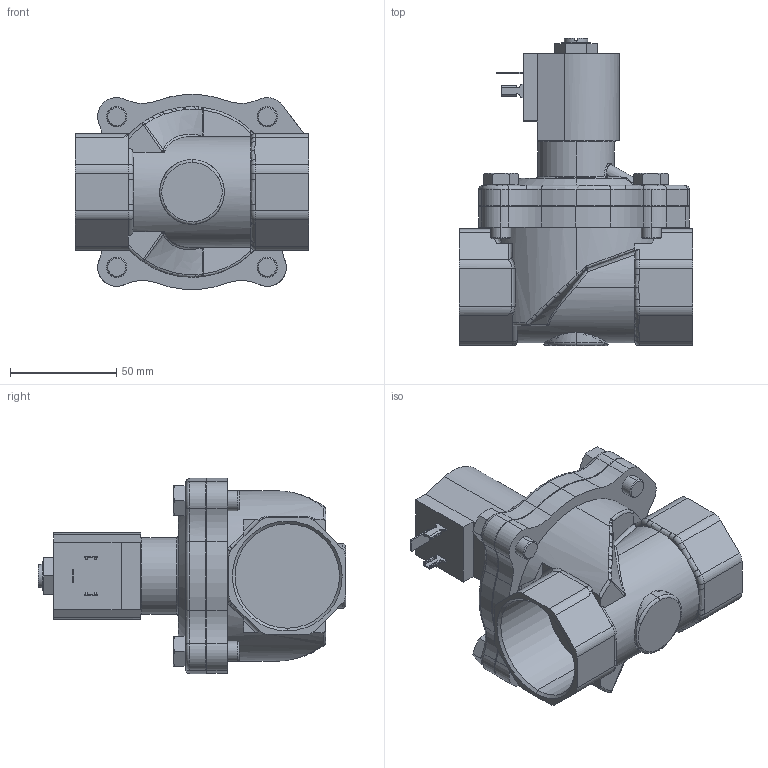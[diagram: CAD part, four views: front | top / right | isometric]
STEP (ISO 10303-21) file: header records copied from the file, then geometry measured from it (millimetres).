
FILE_DESCRIPTION (( 'STEP AP203' ), '1' );
FILE_NAME ('NS201YH16C7HJ2.step', '2025-12-15T20:31:22', ( '' ), ( '' ), 'SwSTEP 2.0', 'SolidWorks 2024', '' );
FILE_SCHEMA (( 'CONFIG_CONTROL_DESIGN' ));
Length unit declared in the file: inch
Products named in the file (1): NS201YH16C7HJ2
Bounding box: 109.98 x 144.82 x 92 mm (x, y, z)
Volume: 429477.4 mm3; surface area: 89278.9 mm2
Topology: 12 solids, 12 shells, 541 faces, 1359 edges, 868 vertices
Faces by surface type: plane 170, cylinder 156, bspline 94, torus 81, cone 31, sphere 9
Entity records: 23641 total; most frequent: CARTESIAN_POINT 11209, ORIENTED_EDGE 2706, DIRECTION 2434, EDGE_CURVE 1353, AXIS2_PLACEMENT_3D 972, VERTEX_POINT 865, EDGE_LOOP 588, ADVANCED_FACE 541
